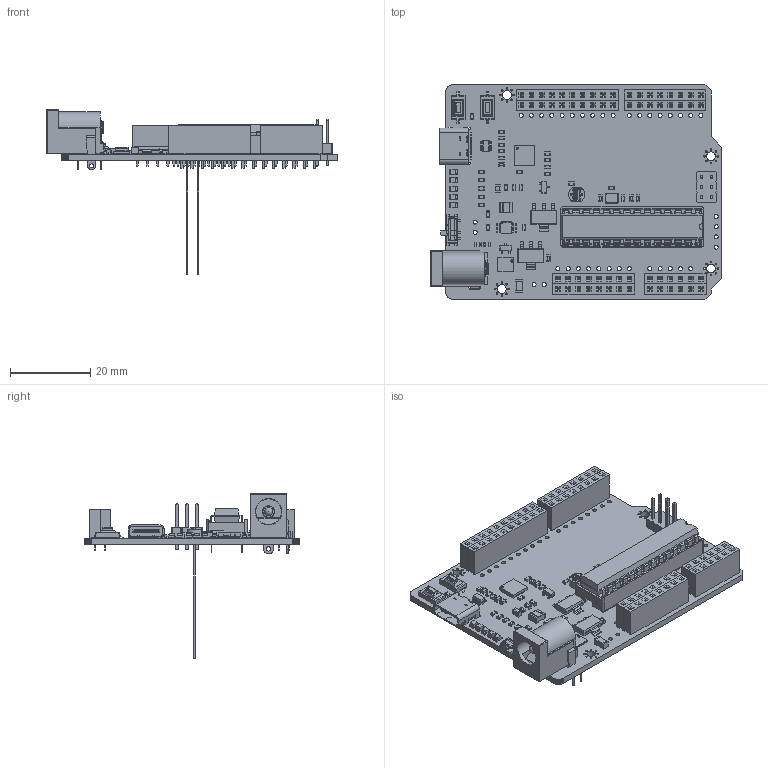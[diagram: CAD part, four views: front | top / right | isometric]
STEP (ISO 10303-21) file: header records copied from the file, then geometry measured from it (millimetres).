
FILE_DESCRIPTION(('KiCad electronic assembly'),'2;1');
FILE_NAME('BLIST Uno Pro.step','2024-01-11T23:17:02',('Pcbnew'),('Kicad' ),'Open CASCADE STEP processor 7.7','KiCad to STEP converter', 'Unknown');
FILE_SCHEMA(('AUTOMOTIVE_DESIGN { 1 0 10303 214 1 1 1 1 }'));
Length unit declared in the file: millimetre
Products named in the file (58): BLIST Uno Pro 1; R_0603_1608Metric; SOLID; C_0603_1608Metric; DS-210; COMPOUND; SW_SPST_CK_RS282G05A3; SOT-223; PinHeader_2x03_P2.54mm_Vertical; SOT-23; C_0402_1005Metric; PinSocket_1x06_P2.54mm_Vertical; PinSocket_1x08_P2.54mm_Vertical; LED_0805_2012Metric; Type-C 16P; SOT-23-6; VSSOP-8_3.0x3.0mm_P0.65mm; LDR_COLOR; C_1206_3216Metric; L_0603_1608Metric; USON-20_2x4mm_P0.4mm; Fuse_1210_3225Metric; DIP-28_W7.62mm; DIP_28_Socket_BLACK; R_0402_1005Metric; PinSocket_1x10_P2.54mm_Vertical; Crystal_SMD_3225-4Pin_3.2x2.5mm; C_0805_2012Metric; QFN-28-1EP_5x5mm_P0.5mm_EP3.35x3.35mm; SlideSwitch; D_SOT-23; AxioMeta_Spark_V5 PCB
Assembly tree (102 placements, depth 3):
  BLIST Uno Pro 1
    R_0603_1608Metric  x19
      SOLID
    C_0603_1608Metric  x15
      SOLID
    DS-210
      COMPOUND
    SW_SPST_CK_RS282G05A3  x2
      SOLID
    SOT-223  x2
      SOLID
    PinHeader_2x03_P2.54mm_Vertical
      SOLID
    SOT-23
      SOLID
    C_0402_1005Metric  x3
      SOLID
    PinSocket_1x06_P2.54mm_Vertical  x2
      SOLID
    PinSocket_1x08_P2.54mm_Vertical  x4
      SOLID
    LED_0805_2012Metric  x5
      SOLID
    Type-C 16P
      SOLID
    SOT-23-6
      SOLID
    VSSOP-8_3.0x3.0mm_P0.65mm
      SOLID
    LDR_COLOR
      COMPOUND
    C_1206_3216Metric
      SOLID
    L_0603_1608Metric
      SOLID
    USON-20_2x4mm_P0.4mm
      SOLID
    Fuse_1210_3225Metric
      SOLID
    DIP-28_W7.62mm
      SOLID
    DIP_28_Socket_BLACK
      SOLID
    R_0402_1005Metric
      SOLID
    PinSocket_1x10_P2.54mm_Vertical  x2
      SOLID
    Crystal_SMD_3225-4Pin_3.2x2.5mm
      SOLID
    C_0805_2012Metric
      SOLID
    QFN-28-1EP_5x5mm_P0.5mm_EP3.35x3.35mm
      SOLID
    SlideSwitch
      COMPOUND
    D_SOT-23
      SOLID
    AxioMeta_Spark_V5 PCB
Bounding box: 72.31 x 53.34 x 41 mm (x, y, z)
Volume: 11330.6 mm3; surface area: 19419.2 mm2
Topology: 85 solids, 85 shells, 7122 faces, 18992 edges, 12319 vertices
Faces by surface type: plane 5614, cylinder 1128, bspline 347, sphere 17, torus 9, cone 7
Full cylindrical faces by diameter (mm): 0.25 x1, 0.4 x32, 0.5 x1, 0.65 x2, 0.8 x30, 1 x112, 1.082 x1, 1.2 x1, 1.3 x1, 2 x4, 2.2 x4, 3 x3, 6.4 x1
Entity records: 328149 total; most frequent: CARTESIAN_POINT 63317, DIRECTION 43660, LINE 31568, VECTOR 31568, ORIENTED_EDGE 24566, PCURVE 24566, DEFINITIONAL_REPRESENTATION 24566, EDGE_CURVE 12283
